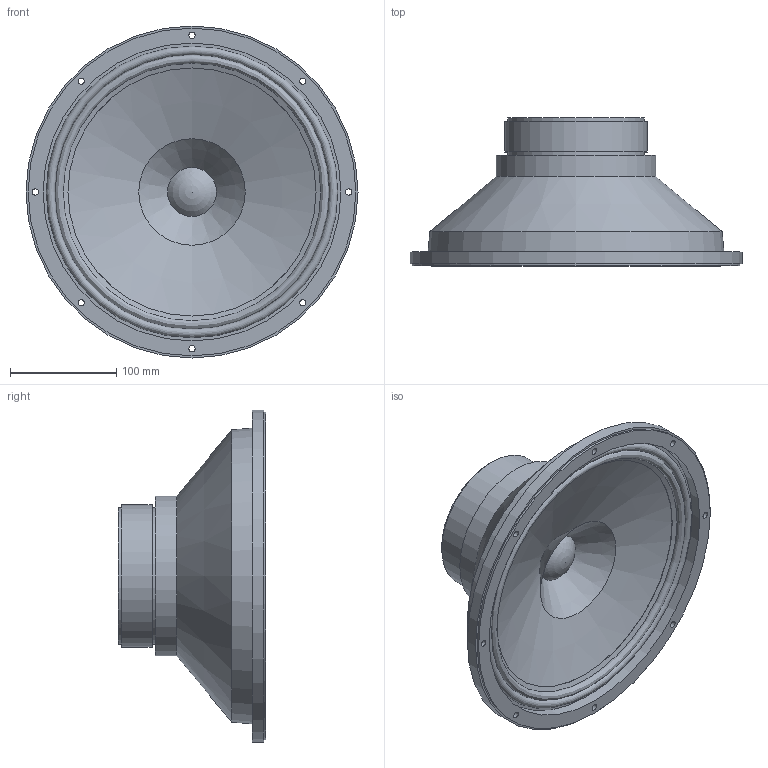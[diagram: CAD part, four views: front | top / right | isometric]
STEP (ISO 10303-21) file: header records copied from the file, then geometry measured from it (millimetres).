
FILE_DESCRIPTION(('FreeCAD Model'),'2;1');
FILE_NAME('12GA50.step', '2020-06-22T21:57:21',('Author'),(''), 'Open CASCADE STEP processor 6.8','FreeCAD','Unknown');
FILE_SCHEMA(('AUTOMOTIVE_DESIGN_CC2 { 1 2 10303 214 -1 1 5 4 }'));
Length unit declared in the file: millimetre
Products named in the file (1): 12GA50
Bounding box: 312 x 139 x 312 mm (x, y, z)
Volume: 3490715.4 mm3; surface area: 262844.9 mm2
Topology: 1 solids, 1 shells, 35 faces, 69 edges, 43 vertices
Faces by surface type: cylinder 16, plane 9, cone 7, revolution 2, sphere 1
Full cylindrical faces by diameter (mm): 6 x8, 20 x1, 128 x2, 134 x1, 150 x1, 280 x1, 308 x1, 312 x1
Entity records: 1910 total; most frequent: CARTESIAN_POINT 393, DIRECTION 305, ORIENTED_EDGE 136, PCURVE 136, DEFINITIONAL_REPRESENTATION 136, LINE 126, VECTOR 126, AXIS2_PLACEMENT_3D 81
